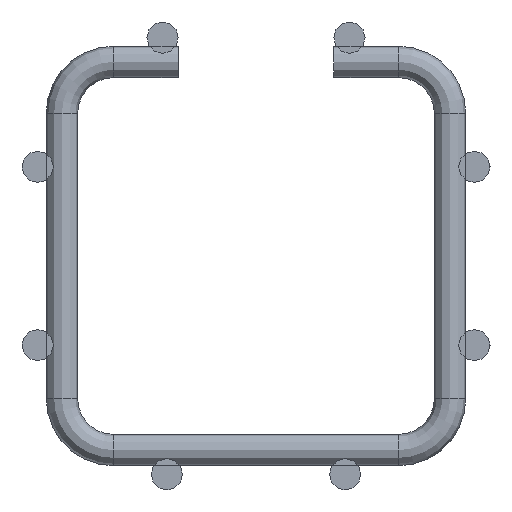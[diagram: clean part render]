
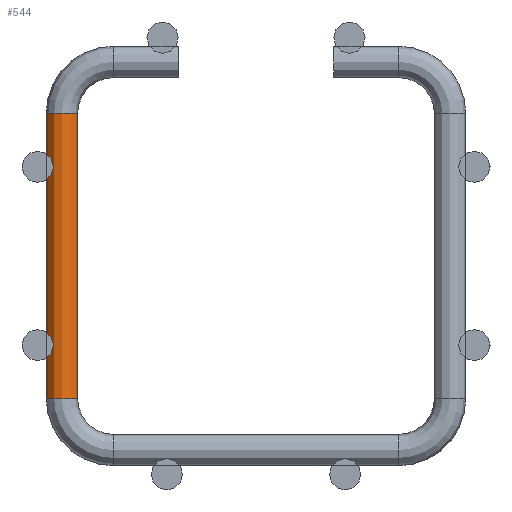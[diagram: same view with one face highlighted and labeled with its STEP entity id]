
A CAD part, left-side view. The second image highlights one B-rep face of the part: STEP entity #544.
In plain terms, the highlighted cylindrical face has radius 2.2 mm (diameter 4.4 mm), a full revolution.
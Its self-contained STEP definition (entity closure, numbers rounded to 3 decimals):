
#210=FACE_OUTER_BOUND('',#245,.T.);
#245=EDGE_LOOP('',(#462,#463,#464,#465,#466,#467));
#263=LINE('',#982,#276);
#276=VECTOR('',#783,2.2);
#300=CIRCLE('',#611,2.2);
#301=CIRCLE('',#612,2.2);
#302=CIRCLE('',#614,2.2);
#303=CIRCLE('',#615,2.2);
#337=VERTEX_POINT('',#975);
#338=VERTEX_POINT('',#977);
#339=VERTEX_POINT('',#981);
#340=VERTEX_POINT('',#983);
#381=EDGE_CURVE('',#337,#338,#300,.T.);
#382=EDGE_CURVE('',#338,#337,#301,.T.);
#383=EDGE_CURVE('',#338,#339,#263,.T.);
#384=EDGE_CURVE('',#339,#340,#302,.T.);
#385=EDGE_CURVE('',#340,#339,#303,.T.);
#462=ORIENTED_EDGE('',*,*,#382,.F.);
#463=ORIENTED_EDGE('',*,*,#383,.T.);
#464=ORIENTED_EDGE('',*,*,#384,.T.);
#465=ORIENTED_EDGE('',*,*,#385,.T.);
#466=ORIENTED_EDGE('',*,*,#383,.F.);
#467=ORIENTED_EDGE('',*,*,#381,.F.);
#514=CYLINDRICAL_SURFACE('',#613,2.2);
#544=ADVANCED_FACE('',(#210),#514,.T.);
#611=AXIS2_PLACEMENT_3D('',#978,#777,#778);
#612=AXIS2_PLACEMENT_3D('',#979,#779,#780);
#613=AXIS2_PLACEMENT_3D('',#980,#781,#782);
#614=AXIS2_PLACEMENT_3D('',#984,#784,#785);
#615=AXIS2_PLACEMENT_3D('',#985,#786,#787);
#777=DIRECTION('center_axis',(0.,0.,
1.));
#778=DIRECTION('ref_axis',(1.,0.,0.));
#779=DIRECTION('center_axis',(0.,0.,
1.));
#780=DIRECTION('ref_axis',(1.,0.,0.));
#781=DIRECTION('center_axis',(0.,0.,1.));
#782=DIRECTION('ref_axis',(1.,0.,0.));
#783=DIRECTION('',(0.,0.,-1.));
#784=DIRECTION('center_axis',(0.,0.,
1.));
#785=DIRECTION('ref_axis',(1.,0.,0.));
#786=DIRECTION('center_axis',(0.,0.,
1.));
#787=DIRECTION('ref_axis',(1.,0.,0.));
#975=CARTESIAN_POINT('',(0.,25.,20.));
#977=CARTESIAN_POINT('',(-2.2,27.2,20.));
#978=CARTESIAN_POINT('Origin',(0.,27.2,20.));
#979=CARTESIAN_POINT('Origin',(0.,27.2,20.));
#980=CARTESIAN_POINT('Origin',(0.,27.2,-20.));
#981=CARTESIAN_POINT('',(-2.2,27.2,-20.));
#982=CARTESIAN_POINT('',(-2.2,27.2,-20.));
#983=CARTESIAN_POINT('',(0.,25.,-20.));
#984=CARTESIAN_POINT('Origin',(0.,27.2,-20.));
#985=CARTESIAN_POINT('Origin',(0.,27.2,-20.));
